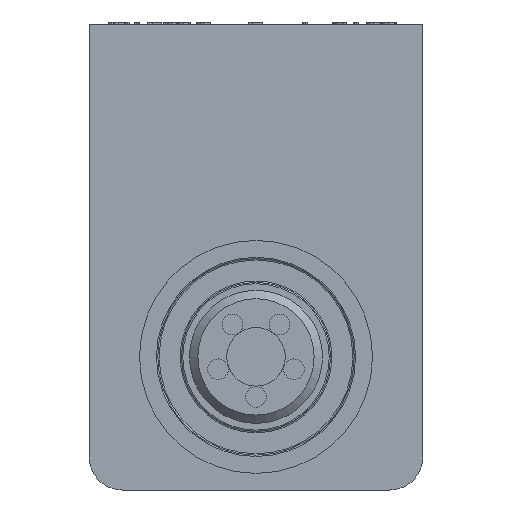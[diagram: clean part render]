
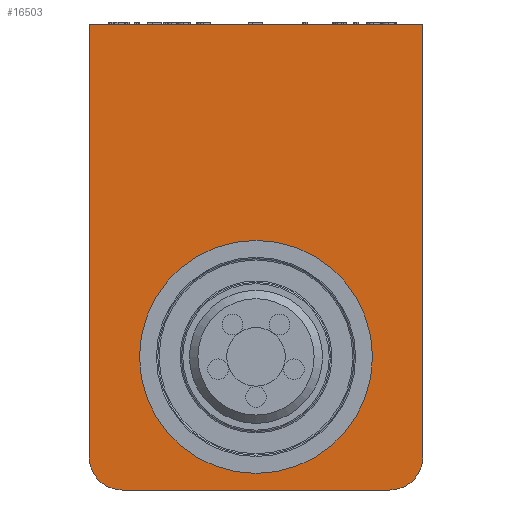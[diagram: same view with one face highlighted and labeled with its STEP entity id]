
A CAD part, front view. The second image highlights one B-rep face of the part: STEP entity #16503.
In plain terms, the highlighted planar face has unit normal (0, -1, 0).
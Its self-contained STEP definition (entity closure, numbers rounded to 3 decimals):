
#855=FACE_BOUND('',#2846,.T.);
#1131=PLANE('',#18220);
#1931=FACE_OUTER_BOUND('',#2845,.T.);
#2845=EDGE_LOOP('',(#13357,#13358,#13359,#13360,#13361,#13362));
#2846=EDGE_LOOP('',(#13363,#13364));
#3770=LINE('',#25992,#4889);
#3857=LINE('',#27358,#4976);
#3860=LINE('',#27364,#4979);
#3864=LINE('',#27373,#4983);
#4889=VECTOR('',#21647,1000.);
#4976=VECTOR('',#21736,1000.);
#4979=VECTOR('',#21741,1000.);
#4983=VECTOR('',#21747,1000.);
#6201=CIRCLE('',#18207,11.113);
#6202=CIRCLE('',#18208,11.113);
#6204=CIRCLE('',#18221,3.175);
#6205=CIRCLE('',#18222,3.175);
#7233=VERTEX_POINT('',#25978);
#7234=VERTEX_POINT('',#25980);
#7236=VERTEX_POINT('',#25986);
#7238=VERTEX_POINT('',#25990);
#7395=VERTEX_POINT('',#27356);
#7397=VERTEX_POINT('',#27361);
#7399=VERTEX_POINT('',#27367);
#7401=VERTEX_POINT('',#27371);
#9323=EDGE_CURVE('',#7234,#7233,#6201,.T.);
#9324=EDGE_CURVE('',#7233,#7234,#6202,.T.);
#9329=EDGE_CURVE('',#7238,#7236,#3770,.T.);
#9487=EDGE_CURVE('',#7395,#7238,#3857,.T.);
#9490=EDGE_CURVE('',#7236,#7397,#3860,.T.);
#9494=EDGE_CURVE('',#7401,#7399,#3864,.T.);
#9538=EDGE_CURVE('',#7399,#7395,#6204,.T.);
#9539=EDGE_CURVE('',#7397,#7401,#6205,.T.);
#13357=ORIENTED_EDGE('',*,*,#9538,.F.);
#13358=ORIENTED_EDGE('',*,*,#9494,.F.);
#13359=ORIENTED_EDGE('',*,*,#9539,.F.);
#13360=ORIENTED_EDGE('',*,*,#9490,.F.);
#13361=ORIENTED_EDGE('',*,*,#9329,.F.);
#13362=ORIENTED_EDGE('',*,*,#9487,.F.);
#13363=ORIENTED_EDGE('',*,*,#9323,.T.);
#13364=ORIENTED_EDGE('',*,*,#9324,.T.);
#16503=ADVANCED_FACE('',(#1931,#855),#1131,.F.);
#18207=AXIS2_PLACEMENT_3D('',#25981,#21636,#21637);
#18208=AXIS2_PLACEMENT_3D('',#25982,#21638,#21639);
#18220=AXIS2_PLACEMENT_3D('',#27736,#21783,#21784);
#18221=AXIS2_PLACEMENT_3D('',#27737,#21785,#21786);
#18222=AXIS2_PLACEMENT_3D('',#27738,#21787,#21788);
#21636=DIRECTION('center_axis',(0.,1.,0.));
#21637=DIRECTION('ref_axis',(1.,0.,0.));
#21638=DIRECTION('center_axis',(0.,1.,0.));
#21639=DIRECTION('ref_axis',(1.,0.,0.));
#21647=DIRECTION('',(1.,0.,0.));
#21736=DIRECTION('',(0.,0.,1.));
#21741=DIRECTION('',(0.,0.,-1.));
#21747=DIRECTION('',(-1.,0.,0.));
#21783=DIRECTION('center_axis',(0.,1.,0.));
#21784=DIRECTION('ref_axis',(1.,0.,0.));
#21785=DIRECTION('center_axis',(0.,1.,0.));
#21786=DIRECTION('ref_axis',(1.,0.,0.));
#21787=DIRECTION('center_axis',(0.,1.,0.));
#21788=DIRECTION('ref_axis',(1.,0.,0.));
#25978=CARTESIAN_POINT('',(11.113,11.906,0.));
#25980=CARTESIAN_POINT('',(-11.113,11.906,0.));
#25981=CARTESIAN_POINT('Origin',(0.,11.906,0.));
#25982=CARTESIAN_POINT('Origin',(0.,11.906,0.));
#25986=CARTESIAN_POINT('',(15.926,11.906,31.75));
#25990=CARTESIAN_POINT('',(-15.926,11.906,31.75));
#25992=CARTESIAN_POINT('',(15.926,11.906,31.75));
#27356=CARTESIAN_POINT('',(-15.926,11.906,-9.525));
#27358=CARTESIAN_POINT('',(-15.926,11.906,-9.525));
#27361=CARTESIAN_POINT('',(15.926,11.906,-9.525));
#27364=CARTESIAN_POINT('',(15.926,11.906,31.75));
#27367=CARTESIAN_POINT('',(-12.751,11.906,-12.7));
#27371=CARTESIAN_POINT('',(12.751,11.906,-12.7));
#27373=CARTESIAN_POINT('',(12.751,11.906,-12.7));
#27736=CARTESIAN_POINT('Origin',(-12.751,11.906,-9.525));
#27737=CARTESIAN_POINT('Origin',(-12.751,11.906,-9.525));
#27738=CARTESIAN_POINT('Origin',(12.751,11.906,-9.525));
